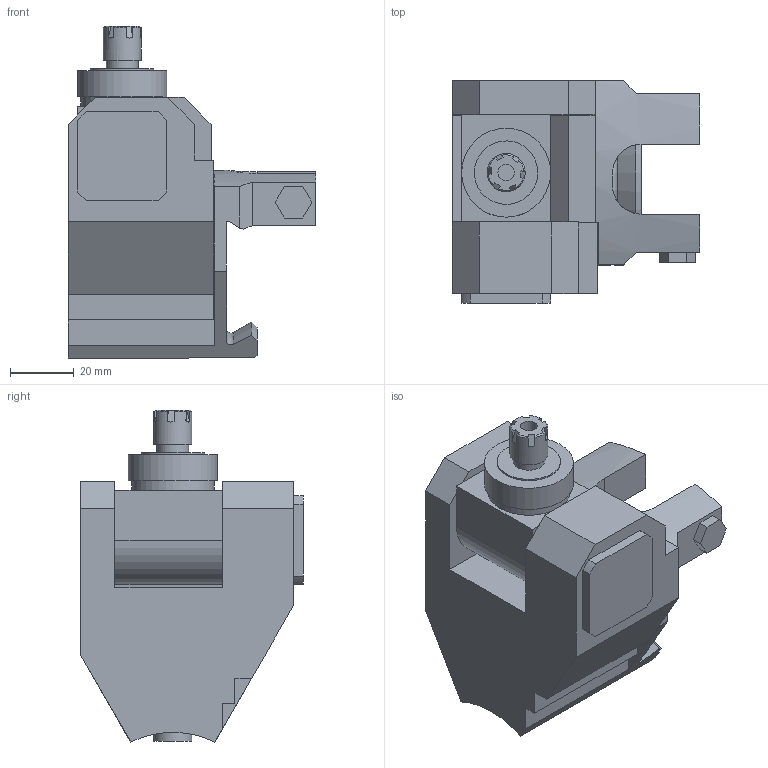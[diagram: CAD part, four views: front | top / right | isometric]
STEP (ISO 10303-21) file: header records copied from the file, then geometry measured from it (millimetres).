
FILE_DESCRIPTION(/* description */ (''),/* implementation_level */ '2;1');
FILE_NAME(/* name */ '10001051185nxv000_02_214.stp',/* time_stamp */ '2022-06-23T10:22:57+02:00',/* author */ (''),/* organization */ (''),/* preprocessor_version */ 'ST-DEVELOPER v16.7',/* originating_system */ 'SIEMENS PLM Software NX 12.0',/* authorisation */ '');
FILE_SCHEMA (('AUTOMOTIVE_DESIGN { 1 0 10303 214 3 1 1 1 }'));
Length unit declared in the file: millimetre
Products named in the file (1): 10001051185nxv000_02
Bounding box: 78 x 70.1 x 104.56 mm (x, y, z)
Volume: 225940.9 mm3; surface area: 37807.5 mm2
Topology: 2 solids, 2 shells, 131 faces, 347 edges, 233 vertices
Faces by surface type: plane 88, cylinder 26, cone 14, torus 3
Full cylindrical faces by diameter (mm): 5.2 x1, 10 x1, 12 x2, 20 x1, 24 x1, 26 x1, 28 x1, 30.4 x1
Entity records: 4189 total; most frequent: CARTESIAN_POINT 955, ORIENTED_EDGE 660, DIRECTION 643, EDGE_CURVE 330, VERTEX_POINT 226, AXIS2_PLACEMENT_3D 220, LINE 203, VECTOR 203
